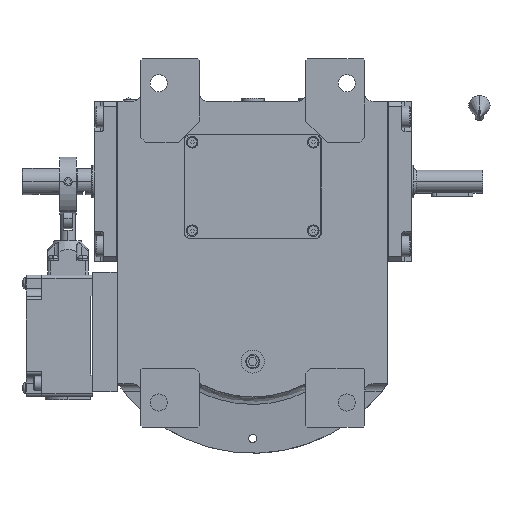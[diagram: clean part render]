
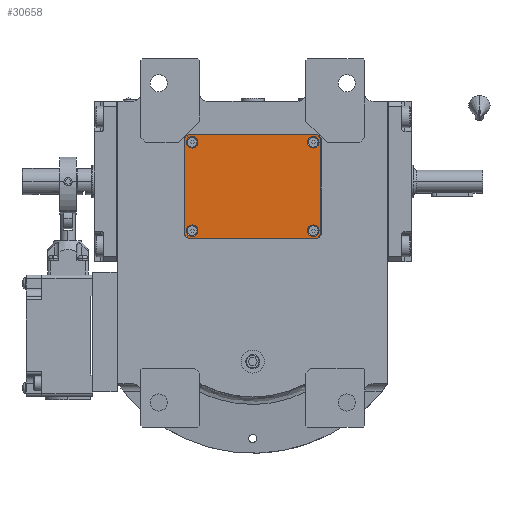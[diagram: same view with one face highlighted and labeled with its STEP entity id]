
A CAD part, front view. The second image highlights one B-rep face of the part: STEP entity #30658.
In plain terms, the highlighted face is planar.
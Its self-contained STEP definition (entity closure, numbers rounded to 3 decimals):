
#212 = ORIENTED_EDGE ( 'NONE', *, *, #61858, .T. ) ;
#224 = EDGE_CURVE ( 'NONE', #24972, #50251, #61739, .T. ) ;
#332 = CIRCLE ( 'NONE', #34846, 3.5 ) ;
#744 = EDGE_LOOP ( 'NONE', ( #50629, #43316, #58109, #35623, #212, #58937, #50884, #32121 ) ) ;
#821 = CARTESIAN_POINT ( 'NONE',  ( 37., -27., 3. ) ) ;
#1914 = DIRECTION ( 'NONE',  ( -1., 0., 0. ) ) ;
#2008 = EDGE_CURVE ( 'NONE', #10118, #71712, #17992, .T. ) ;
#2610 = VERTEX_POINT ( 'NONE', #8918 ) ;
#3201 = EDGE_CURVE ( 'NONE', #9296, #66920, #22854, .T. ) ;
#4623 = CARTESIAN_POINT ( 'NONE',  ( 33.5, -27., 3. ) ) ;
#5082 = CARTESIAN_POINT ( 'NONE',  ( -37., -27., 3. ) ) ;
#5267 = EDGE_LOOP ( 'NONE', ( #6042, #61773 ) ) ;
#5303 = DIRECTION ( 'NONE',  ( -1., 0., 0. ) ) ;
#5860 = CARTESIAN_POINT ( 'NONE',  ( 40.5, -27., 3. ) ) ;
#6042 = ORIENTED_EDGE ( 'NONE', *, *, #65953, .F. ) ;
#6249 = CIRCLE ( 'NONE', #10991, 3.5 ) ;
#6250 = FACE_OUTER_BOUND ( 'NONE', #744, .T. ) ;
#7488 = DIRECTION ( 'NONE',  ( -1., 0., 0. ) ) ;
#7904 = ORIENTED_EDGE ( 'NONE', *, *, #67352, .F. ) ;
#8918 = CARTESIAN_POINT ( 'NONE',  ( 39.5, 31.5, 3. ) ) ;
#9032 = CARTESIAN_POINT ( 'NONE',  ( -41.5, -29.5, 3. ) ) ;
#9296 = VERTEX_POINT ( 'NONE', #72350 ) ;
#10118 = VERTEX_POINT ( 'NONE', #36447 ) ;
#10535 = DIRECTION ( 'NONE',  ( 0., 0., 1. ) ) ;
#10929 = AXIS2_PLACEMENT_3D ( 'NONE', #821, #46245, #11264 ) ;
#10991 = AXIS2_PLACEMENT_3D ( 'NONE', #35006, #64035, #52456 ) ;
#11102 = CARTESIAN_POINT ( 'NONE',  ( -41.5, -29.5, 3. ) ) ;
#11248 = DIRECTION ( 'NONE',  ( 1., 0., 0. ) ) ;
#11264 = DIRECTION ( 'NONE',  ( 1., 0., 0. ) ) ;
#13431 = EDGE_CURVE ( 'NONE', #40677, #14184, #61463, .T. ) ;
#14184 = VERTEX_POINT ( 'NONE', #51053 ) ;
#16101 = CARTESIAN_POINT ( 'NONE',  ( -39.5, -31.5, 3. ) ) ;
#16344 = DIRECTION ( 'NONE',  ( -0.707, -0.707, 0. ) ) ;
#16351 = AXIS2_PLACEMENT_3D ( 'NONE', #61536, #49637, #49262 ) ;
#17178 = VERTEX_POINT ( 'NONE', #37996 ) ;
#17798 = PLANE ( 'NONE',  #43358 ) ;
#17992 = LINE ( 'NONE', #54043, #72104 ) ;
#18066 = DIRECTION ( 'NONE',  ( 0., 0., 1. ) ) ;
#18155 = FACE_BOUND ( 'NONE', #73059, .T. ) ;
#18329 = CARTESIAN_POINT ( 'NONE',  ( 33.5, 27., 3. ) ) ;
#18511 = FACE_BOUND ( 'NONE', #54409, .T. ) ;
#18635 = DIRECTION ( 'NONE',  ( 0.707, 0.707, 0. ) ) ;
#20035 = VERTEX_POINT ( 'NONE', #11102 ) ;
#20427 = ORIENTED_EDGE ( 'NONE', *, *, #66460, .F. ) ;
#21703 = CARTESIAN_POINT ( 'NONE',  ( 41.5, 29.5, 3. ) ) ;
#21951 = CIRCLE ( 'NONE', #63567, 3.5 ) ;
#22067 = CARTESIAN_POINT ( 'NONE',  ( 37., 27., 3. ) ) ;
#22729 = VECTOR ( 'NONE', #11248, 1000. ) ;
#22854 = CIRCLE ( 'NONE', #25255, 3.5 ) ;
#22868 = LINE ( 'NONE', #51862, #28546 ) ;
#22939 = DIRECTION ( 'NONE',  ( 0., 0., 1. ) ) ;
#24805 = DIRECTION ( 'NONE',  ( 1., 0., 0. ) ) ;
#24972 = VERTEX_POINT ( 'NONE', #38302 ) ;
#25255 = AXIS2_PLACEMENT_3D ( 'NONE', #5082, #22939, #62394 ) ;
#26419 = EDGE_CURVE ( 'NONE', #33957, #65369, #44885, .T. ) ;
#26424 = EDGE_CURVE ( 'NONE', #27900, #71155, #59160, .T. ) ;
#27900 = VERTEX_POINT ( 'NONE', #18329 ) ;
#28284 = VECTOR ( 'NONE', #18635, 1000. ) ;
#28546 = VECTOR ( 'NONE', #51497, 1000. ) ;
#29246 = CARTESIAN_POINT ( 'NONE',  ( -37., -27., 3. ) ) ;
#29616 = DIRECTION ( 'NONE',  ( 1., 0., 0. ) ) ;
#29897 = CARTESIAN_POINT ( 'NONE',  ( -37., 27., 3. ) ) ;
#30658 = ADVANCED_FACE ( 'NONE', ( #6250, #51627, #18511, #68436, #18155 ), #17798, .T. ) ;
#30659 = DIRECTION ( 'NONE',  ( 0., 1., 0. ) ) ;
#31162 = CARTESIAN_POINT ( 'NONE',  ( 40.5, 27., 3. ) ) ;
#31777 = DIRECTION ( 'NONE',  ( 0.707, -0.707, 0. ) ) ;
#32121 = ORIENTED_EDGE ( 'NONE', *, *, #33339, .T. ) ;
#33339 = EDGE_CURVE ( 'NONE', #17178, #10118, #46560, .T. ) ;
#33957 = VERTEX_POINT ( 'NONE', #4623 ) ;
#34846 = AXIS2_PLACEMENT_3D ( 'NONE', #29897, #58524, #1914 ) ;
#35006 = CARTESIAN_POINT ( 'NONE',  ( 37., 27., 3. ) ) ;
#35623 = ORIENTED_EDGE ( 'NONE', *, *, #224, .T. ) ;
#35801 = LINE ( 'NONE', #58491, #56845 ) ;
#36447 = CARTESIAN_POINT ( 'NONE',  ( 41.5, -29.5, 3. ) ) ;
#37347 = LINE ( 'NONE', #9032, #69951 ) ;
#37996 = CARTESIAN_POINT ( 'NONE',  ( 39.5, -31.5, 3. ) ) ;
#38302 = CARTESIAN_POINT ( 'NONE',  ( -39.5, 31.5, 3. ) ) ;
#40148 = CARTESIAN_POINT ( 'NONE',  ( -39.5, 31.5, 3. ) ) ;
#40677 = VERTEX_POINT ( 'NONE', #70591 ) ;
#40857 = DIRECTION ( 'NONE',  ( 0., 0., 1. ) ) ;
#43316 = ORIENTED_EDGE ( 'NONE', *, *, #59836, .T. ) ;
#43358 = AXIS2_PLACEMENT_3D ( 'NONE', #46800, #40857, #69529 ) ;
#43648 = EDGE_CURVE ( 'NONE', #14184, #40677, #332, .T. ) ;
#44885 = CIRCLE ( 'NONE', #16351, 3.5 ) ;
#44993 = ORIENTED_EDGE ( 'NONE', *, *, #13431, .F. ) ;
#45468 = CARTESIAN_POINT ( 'NONE',  ( 39.5, -31.5, 3. ) ) ;
#46245 = DIRECTION ( 'NONE',  ( 0., 0., 1. ) ) ;
#46560 = LINE ( 'NONE', #45468, #28284 ) ;
#46800 = CARTESIAN_POINT ( 'NONE',  ( 0., 0., 3. ) ) ;
#47508 = DIRECTION ( 'NONE',  ( 0., 0., 1. ) ) ;
#48698 = CARTESIAN_POINT ( 'NONE',  ( -39.5, -31.5, 3. ) ) ;
#49262 = DIRECTION ( 'NONE',  ( -1., 0., 0. ) ) ;
#49637 = DIRECTION ( 'NONE',  ( 0., 0., 1. ) ) ;
#50251 = VERTEX_POINT ( 'NONE', #65546 ) ;
#50629 = ORIENTED_EDGE ( 'NONE', *, *, #2008, .T. ) ;
#50884 = ORIENTED_EDGE ( 'NONE', *, *, #64575, .T. ) ;
#51053 = CARTESIAN_POINT ( 'NONE',  ( -40.5, 27., 3. ) ) ;
#51136 = EDGE_CURVE ( 'NONE', #20035, #65220, #37347, .T. ) ;
#51160 = ORIENTED_EDGE ( 'NONE', *, *, #43648, .F. ) ;
#51497 = DIRECTION ( 'NONE',  ( 0., -1., 0. ) ) ;
#51627 = FACE_BOUND ( 'NONE', #72966, .T. ) ;
#51862 = CARTESIAN_POINT ( 'NONE',  ( -41.5, 29.5, 3. ) ) ;
#52456 = DIRECTION ( 'NONE',  ( 1., 0., 0. ) ) ;
#52814 = VECTOR ( 'NONE', #16344, 1000. ) ;
#54043 = CARTESIAN_POINT ( 'NONE',  ( 41.5, -29.5, 3. ) ) ;
#54409 = EDGE_LOOP ( 'NONE', ( #44993, #51160 ) ) ;
#54894 = LINE ( 'NONE', #66827, #62758 ) ;
#55624 = DIRECTION ( 'NONE',  ( -0.707, 0.707, 0. ) ) ;
#56778 = AXIS2_PLACEMENT_3D ( 'NONE', #22067, #10535, #5303 ) ;
#56845 = VECTOR ( 'NONE', #7488, 1000. ) ;
#57402 = LINE ( 'NONE', #16101, #22729 ) ;
#58109 = ORIENTED_EDGE ( 'NONE', *, *, #70965, .T. ) ;
#58491 = CARTESIAN_POINT ( 'NONE',  ( 39.5, 31.5, 3. ) ) ;
#58524 = DIRECTION ( 'NONE',  ( 0., 0., 1. ) ) ;
#58699 = CARTESIAN_POINT ( 'NONE',  ( -33.5, -27., 3. ) ) ;
#58937 = ORIENTED_EDGE ( 'NONE', *, *, #51136, .T. ) ;
#59160 = CIRCLE ( 'NONE', #56778, 3.5 ) ;
#59659 = CIRCLE ( 'NONE', #10929, 3.5 ) ;
#59778 = CARTESIAN_POINT ( 'NONE',  ( -37., 27., 3. ) ) ;
#59836 = EDGE_CURVE ( 'NONE', #71712, #2610, #54894, .T. ) ;
#61463 = CIRCLE ( 'NONE', #67424, 3.5 ) ;
#61536 = CARTESIAN_POINT ( 'NONE',  ( 37., -27., 3. ) ) ;
#61739 = LINE ( 'NONE', #40148, #52814 ) ;
#61773 = ORIENTED_EDGE ( 'NONE', *, *, #26419, .F. ) ;
#61858 = EDGE_CURVE ( 'NONE', #50251, #20035, #22868, .T. ) ;
#62394 = DIRECTION ( 'NONE',  ( -1., 0., 0. ) ) ;
#62758 = VECTOR ( 'NONE', #55624, 1000. ) ;
#63567 = AXIS2_PLACEMENT_3D ( 'NONE', #29246, #18066, #29616 ) ;
#64035 = DIRECTION ( 'NONE',  ( 0., 0., 1. ) ) ;
#64575 = EDGE_CURVE ( 'NONE', #65220, #17178, #57402, .T. ) ;
#65220 = VERTEX_POINT ( 'NONE', #48698 ) ;
#65369 = VERTEX_POINT ( 'NONE', #5860 ) ;
#65546 = CARTESIAN_POINT ( 'NONE',  ( -41.5, 29.5, 3. ) ) ;
#65953 = EDGE_CURVE ( 'NONE', #65369, #33957, #59659, .T. ) ;
#66460 = EDGE_CURVE ( 'NONE', #71155, #27900, #6249, .T. ) ;
#66827 = CARTESIAN_POINT ( 'NONE',  ( 41.5, 29.5, 3. ) ) ;
#66920 = VERTEX_POINT ( 'NONE', #58699 ) ;
#67352 = EDGE_CURVE ( 'NONE', #66920, #9296, #21951, .T. ) ;
#67424 = AXIS2_PLACEMENT_3D ( 'NONE', #59778, #47508, #24805 ) ;
#68436 = FACE_BOUND ( 'NONE', #5267, .T. ) ;
#69529 = DIRECTION ( 'NONE',  ( 1., 0., 0. ) ) ;
#69951 = VECTOR ( 'NONE', #31777, 1000. ) ;
#69959 = ORIENTED_EDGE ( 'NONE', *, *, #3201, .F. ) ;
#70016 = ORIENTED_EDGE ( 'NONE', *, *, #26424, .F. ) ;
#70591 = CARTESIAN_POINT ( 'NONE',  ( -33.5, 27., 3. ) ) ;
#70965 = EDGE_CURVE ( 'NONE', #2610, #24972, #35801, .T. ) ;
#71155 = VERTEX_POINT ( 'NONE', #31162 ) ;
#71712 = VERTEX_POINT ( 'NONE', #21703 ) ;
#72104 = VECTOR ( 'NONE', #30659, 1000. ) ;
#72350 = CARTESIAN_POINT ( 'NONE',  ( -40.5, -27., 3. ) ) ;
#72966 = EDGE_LOOP ( 'NONE', ( #20427, #70016 ) ) ;
#73059 = EDGE_LOOP ( 'NONE', ( #7904, #69959 ) ) ;
